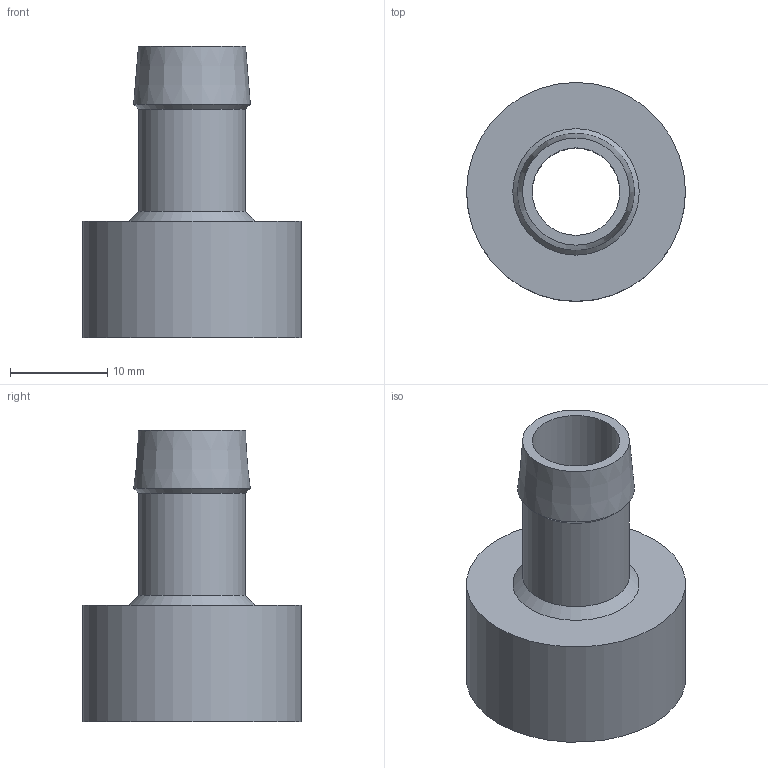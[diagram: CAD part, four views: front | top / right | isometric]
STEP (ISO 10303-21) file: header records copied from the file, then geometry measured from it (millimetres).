
FILE_DESCRIPTION(/* description */ (''),/* implementation_level */ '2;1');
FILE_NAME(/* name */ 'Tubing Adaptor_v7.step',/* time_stamp */ '2022-05-10T16:52:48+01:00',/* author */ (''),/* organization */ (''),/* preprocessor_version */ 'ST-DEVELOPER v18.1',/* originating_system */ 'Autodesk Translation Framework v10.14.0.1471',/* authorisation */ '');
FILE_SCHEMA (('AUTOMOTIVE_DESIGN { 1 0 10303 214 3 1 1 }'));
Length unit declared in the file: millimetre
Products named in the file (1): Tubing Adaptor
Bounding box: 22.5 x 22.5 x 30 mm (x, y, z)
Volume: 3743.2 mm3; surface area: 3914 mm2
Topology: 1 solids, 1 shells, 28 faces, 77 edges, 49 vertices
Faces by surface type: plane 16, cylinder 7, cone 5
Full cylindrical faces by diameter (mm): 9 x1, 11 x1, 12 x1, 15.8 x1, 16.2 x2, 22.5 x1
Entity records: 951 total; most frequent: DIRECTION 168, CARTESIAN_POINT 155, ORIENTED_EDGE 154, EDGE_CURVE 77, AXIS2_PLACEMENT_3D 62, VERTEX_POINT 49, LINE 44, VECTOR 44
